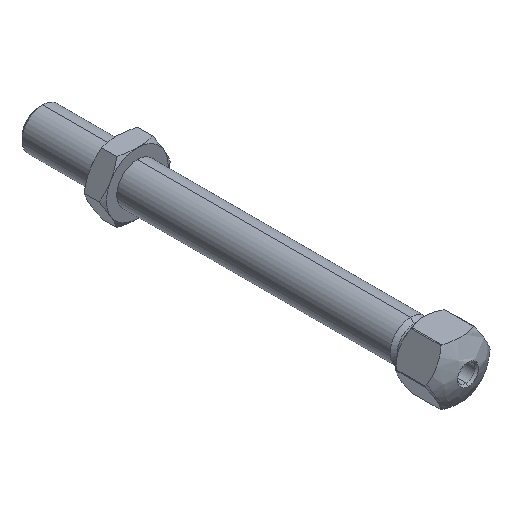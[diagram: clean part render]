
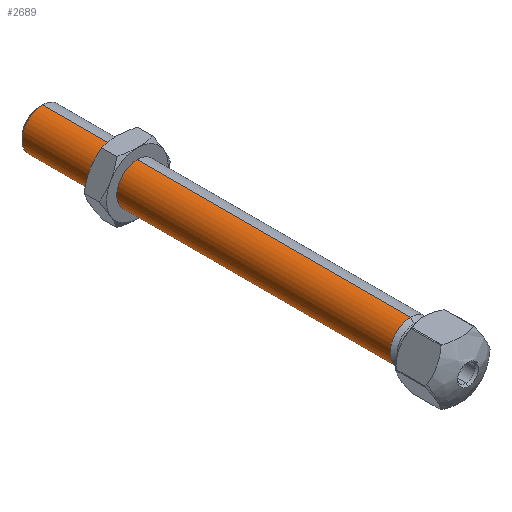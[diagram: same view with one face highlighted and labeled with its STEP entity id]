
A CAD part, isometric view. The second image highlights one B-rep face of the part: STEP entity #2689.
In plain terms, the highlighted cylindrical face has radius 8 mm (diameter 16 mm), a partial arc.
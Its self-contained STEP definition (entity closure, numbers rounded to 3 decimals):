
#126 = DIRECTION ( 'NONE',  ( 0., -1., 0. ) ) ;
#308 = EDGE_CURVE ( 'NONE', #1946, #2428, #1763, .T. ) ;
#507 = EDGE_CURVE ( 'NONE', #1946, #1202, #3407, .T. ) ;
#567 = EDGE_CURVE ( 'NONE', #1202, #2590, #2837, .T. ) ;
#703 = VECTOR ( 'NONE', #3281, 1000. ) ;
#718 = VECTOR ( 'NONE', #126, 1000. ) ;
#739 = CARTESIAN_POINT ( 'NONE',  ( 0., -20.779, 8. ) ) ;
#811 = DIRECTION ( 'NONE',  ( 0., -1., 0. ) ) ;
#893 = CARTESIAN_POINT ( 'NONE',  ( 0., 148.75, 0. ) ) ;
#1083 = CYLINDRICAL_SURFACE ( 'NONE', #2787, 8. ) ;
#1093 = AXIS2_PLACEMENT_3D ( 'NONE', #1206, #3061, #1469 ) ;
#1159 = DIRECTION ( 'NONE',  ( 0., 0., -1. ) ) ;
#1202 = VERTEX_POINT ( 'NONE', #3136 ) ;
#1206 = CARTESIAN_POINT ( 'NONE',  ( 0., 5.4, 0. ) ) ;
#1271 = CARTESIAN_POINT ( 'NONE',  ( 0., 5.4, -8. ) ) ;
#1342 = CARTESIAN_POINT ( 'NONE',  ( 0., -20.779, 0. ) ) ;
#1399 = FACE_OUTER_BOUND ( 'NONE', #2015, .T. ) ;
#1402 = EDGE_CURVE ( 'NONE', #2590, #2428, #2265, .T. ) ;
#1469 = DIRECTION ( 'NONE',  ( 0., 0., -1. ) ) ;
#1658 = ORIENTED_EDGE ( 'NONE', *, *, #308, .F. ) ;
#1763 = LINE ( 'NONE', #739, #718 ) ;
#1826 = ORIENTED_EDGE ( 'NONE', *, *, #507, .T. ) ;
#1946 = VERTEX_POINT ( 'NONE', #2855 ) ;
#1979 = CARTESIAN_POINT ( 'NONE',  ( 0., -20.779, -8. ) ) ;
#2015 = EDGE_LOOP ( 'NONE', ( #1658, #1826, #2423, #2539 ) ) ;
#2034 = AXIS2_PLACEMENT_3D ( 'NONE', #893, #2754, #1159 ) ;
#2265 = CIRCLE ( 'NONE', #1093, 8. ) ;
#2423 = ORIENTED_EDGE ( 'NONE', *, *, #567, .T. ) ;
#2428 = VERTEX_POINT ( 'NONE', #3185 ) ;
#2539 = ORIENTED_EDGE ( 'NONE', *, *, #1402, .T. ) ;
#2590 = VERTEX_POINT ( 'NONE', #1271 ) ;
#2689 = ADVANCED_FACE ( 'NONE', ( #1399 ), #1083, .T. ) ;
#2754 = DIRECTION ( 'NONE',  ( 0., -1., 0. ) ) ;
#2787 = AXIS2_PLACEMENT_3D ( 'NONE', #1342, #811, #2950 ) ;
#2837 = LINE ( 'NONE', #1979, #703 ) ;
#2855 = CARTESIAN_POINT ( 'NONE',  ( 0., 148.75, 8. ) ) ;
#2950 = DIRECTION ( 'NONE',  ( 0., 0., -1. ) ) ;
#3061 = DIRECTION ( 'NONE',  ( 0., 1., 0. ) ) ;
#3136 = CARTESIAN_POINT ( 'NONE',  ( 0., 148.75, -8. ) ) ;
#3185 = CARTESIAN_POINT ( 'NONE',  ( 0., 5.4, 8. ) ) ;
#3281 = DIRECTION ( 'NONE',  ( 0., -1., 0. ) ) ;
#3407 = CIRCLE ( 'NONE', #2034, 8. ) ;
